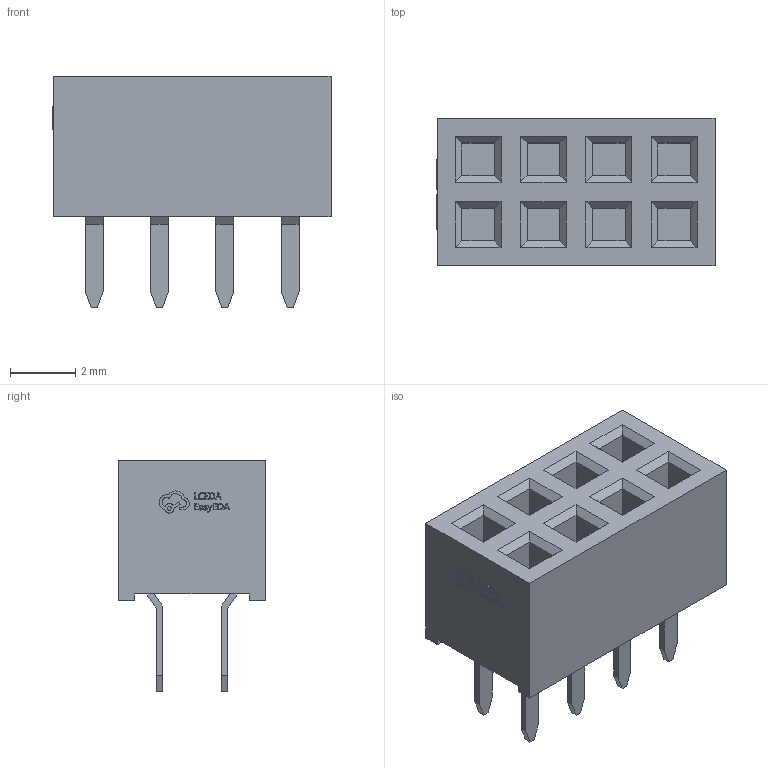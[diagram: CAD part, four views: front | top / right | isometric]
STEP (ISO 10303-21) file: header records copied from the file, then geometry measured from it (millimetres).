
FILE_DESCRIPTION(/* description */ ('Designed by EasyEDA Pro'),/* implementation_level */ '2;1');
FILE_NAME(/* name */ 'PM_2.00_2X4P_LH.step',/* time_stamp */ '2025-04-03T13:30:44+08:00',/* author */ (''),/* organization */ (''),/* preprocessor_version */ 'ST-DEVELOPER v20.1',/* originating_system */ 'Autodesk Translation Framework v14.4.0.0',/* authorisation */ '');
FILE_SCHEMA (('AUTOMOTIVE_DESIGN { 1 0 10303 214 3 1 1 }'));
Length unit declared in the file: millimetre
Products named in the file (3): npvT-PCBModel; npvT-Board; npvT-U1-HDR-TH_8P-P2.00-V-F-R2-C4-S2.00-1
Assembly tree (2 placements, depth 2):
  npvT-PCBModel
    npvT-Board
    npvT-U1-HDR-TH_8P-P2.00-V-F-R2-C4-S2.00-1
Bounding box: 8.51 x 4.5 x 7.1 mm (x, y, z)
Volume: 136.4 mm3; surface area: 318.3 mm2
Topology: 1 solids, 1 shells, 453 faces, 1195 edges, 786 vertices
Faces by surface type: plane 341, bspline 112
Entity records: 15526 total; most frequent: CARTESIAN_POINT 4273, ORIENTED_EDGE 2390, DIRECTION 1835, EDGE_CURVE 1195, LINE 971, VECTOR 971, VERTEX_POINT 786, EDGE_LOOP 495
